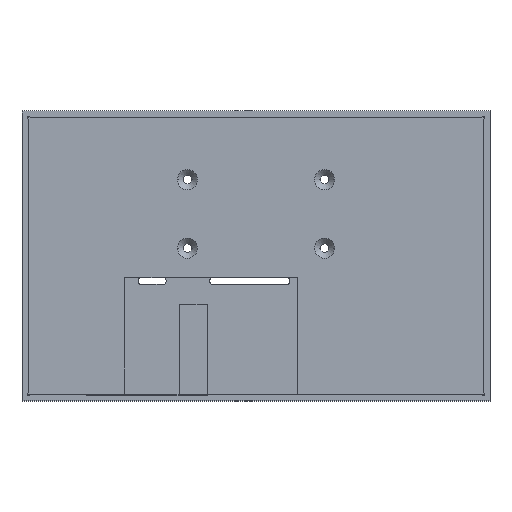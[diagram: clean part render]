
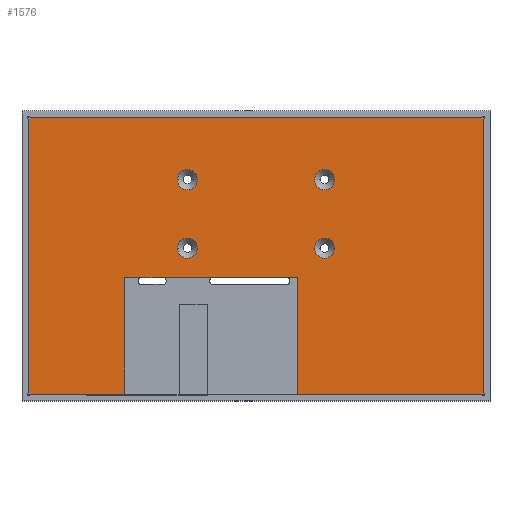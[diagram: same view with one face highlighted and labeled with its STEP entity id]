
A CAD part, top view. The second image highlights one B-rep face of the part: STEP entity #1576.
In plain terms, the highlighted planar face has unit normal (0, 0, 1).
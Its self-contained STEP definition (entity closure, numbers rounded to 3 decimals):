
#9 = VERTEX_POINT ( 'NONE', #148 ) ;
#23 = VERTEX_POINT ( 'NONE', #2173 ) ;
#38 = CARTESIAN_POINT ( 'NONE',  ( 104.15, 78.2, 0. ) ) ;
#62 = CIRCLE ( 'NONE', #1405, 3.65 ) ;
#89 = VERTEX_POINT ( 'NONE', #38 ) ;
#101 = AXIS2_PLACEMENT_3D ( 'NONE', #348, #1853, #1513 ) ;
#109 = ORIENTED_EDGE ( 'NONE', *, *, #1132, .T. ) ;
#120 = EDGE_LOOP ( 'NONE', ( #261, #1138 ) ) ;
#128 = DIRECTION ( 'NONE',  ( -1., 0., 0. ) ) ;
#148 = CARTESIAN_POINT ( 'NONE',  ( 54.15, 78.2, 0. ) ) ;
#158 = EDGE_CURVE ( 'NONE', #1948, #1841, #388, .T. ) ;
#168 = DIRECTION ( 'NONE',  ( 1., 0., 0. ) ) ;
#171 = AXIS2_PLACEMENT_3D ( 'NONE', #401, #2111, #2089 ) ;
#175 = EDGE_LOOP ( 'NONE', ( #343, #412 ) ) ;
#198 = VERTEX_POINT ( 'NONE', #1902 ) ;
#199 = DIRECTION ( 'NONE',  ( -1., 0., 0. ) ) ;
#206 = CIRCLE ( 'NONE', #171, 3.65 ) ;
#233 = LINE ( 'NONE', #754, #1164 ) ;
#252 = ORIENTED_EDGE ( 'NONE', *, *, #329, .F. ) ;
#261 = ORIENTED_EDGE ( 'NONE', *, *, #990, .F. ) ;
#279 = CARTESIAN_POINT ( 'NONE',  ( 98., 0., 0. ) ) ;
#283 = LINE ( 'NONE', #1492, #444 ) ;
#302 = DIRECTION ( 'NONE',  ( 1., 0., 0. ) ) ;
#308 = CIRCLE ( 'NONE', #983, 3.65 ) ;
#329 = EDGE_CURVE ( 'NONE', #1598, #1516, #2151, .T. ) ;
#343 = ORIENTED_EDGE ( 'NONE', *, *, #664, .F. ) ;
#348 = CARTESIAN_POINT ( 'NONE',  ( 107.8, 78.2, 0. ) ) ;
#352 = EDGE_CURVE ( 'NONE', #1598, #1948, #1112, .T. ) ;
#364 = CARTESIAN_POINT ( 'NONE',  ( 104.15, 53.2, 0. ) ) ;
#379 = AXIS2_PLACEMENT_3D ( 'NONE', #687, #1270, #1204 ) ;
#388 = LINE ( 'NONE', #1217, #2112 ) ;
#401 = CARTESIAN_POINT ( 'NONE',  ( 57.8, 53.2, 0. ) ) ;
#411 = DIRECTION ( 'NONE',  ( 0., 0., 1. ) ) ;
#412 = ORIENTED_EDGE ( 'NONE', *, *, #922, .F. ) ;
#426 = EDGE_CURVE ( 'NONE', #1532, #1087, #62, .T. ) ;
#428 = DIRECTION ( 'NONE',  ( 0., 0., -1. ) ) ;
#440 = DIRECTION ( 'NONE',  ( 0., 0., 1. ) ) ;
#444 = VECTOR ( 'NONE', #2174, 1000. ) ;
#462 = CARTESIAN_POINT ( 'NONE',  ( 61.45, 53.2, 0. ) ) ;
#466 = DIRECTION ( 'NONE',  ( 0., 0., 1. ) ) ;
#474 = VECTOR ( 'NONE', #1473, 1000. ) ;
#499 = CARTESIAN_POINT ( 'NONE',  ( 57.8, 53.2, 0. ) ) ;
#527 = EDGE_CURVE ( 'NONE', #1841, #1010, #2081, .T. ) ;
#593 = FACE_BOUND ( 'NONE', #1522, .T. ) ;
#620 = CIRCLE ( 'NONE', #1863, 3.65 ) ;
#624 = DIRECTION ( 'NONE',  ( 0., -1., 0. ) ) ;
#648 = CIRCLE ( 'NONE', #981, 3.65 ) ;
#657 = CARTESIAN_POINT ( 'NONE',  ( 111.45, 78.2, 0. ) ) ;
#664 = EDGE_CURVE ( 'NONE', #1502, #1695, #648, .T. ) ;
#676 = EDGE_CURVE ( 'NONE', #1010, #950, #1292, .T. ) ;
#687 = CARTESIAN_POINT ( 'NONE',  ( 57.8, 78.2, 0. ) ) ;
#750 = ORIENTED_EDGE ( 'NONE', *, *, #1903, .F. ) ;
#754 = CARTESIAN_POINT ( 'NONE',  ( 35., 42.5, 0. ) ) ;
#757 = DIRECTION ( 'NONE',  ( 0., 1., 0. ) ) ;
#762 = EDGE_CURVE ( 'NONE', #950, #1927, #941, .T. ) ;
#771 = CARTESIAN_POINT ( 'NONE',  ( 107.8, 53.2, 0. ) ) ;
#780 = EDGE_CURVE ( 'NONE', #1679, #89, #1647, .T. ) ;
#799 = CARTESIAN_POINT ( 'NONE',  ( 57.8, 78.2, 0. ) ) ;
#809 = CARTESIAN_POINT ( 'NONE',  ( 111.45, 53.2, 0. ) ) ;
#831 = VECTOR ( 'NONE', #757, 1000. ) ;
#860 = DIRECTION ( 'NONE',  ( 1., 0., 0. ) ) ;
#873 = VECTOR ( 'NONE', #199, 1000. ) ;
#880 = AXIS2_PLACEMENT_3D ( 'NONE', #1277, #428, #128 ) ;
#922 = EDGE_CURVE ( 'NONE', #1695, #1502, #620, .T. ) ;
#941 = LINE ( 'NONE', #1609, #1368 ) ;
#950 = VERTEX_POINT ( 'NONE', #1280 ) ;
#964 = EDGE_CURVE ( 'NONE', #198, #9, #1409, .T. ) ;
#981 = AXIS2_PLACEMENT_3D ( 'NONE', #771, #1979, #2116 ) ;
#983 = AXIS2_PLACEMENT_3D ( 'NONE', #799, #440, #302 ) ;
#990 = EDGE_CURVE ( 'NONE', #1087, #1532, #206, .T. ) ;
#997 = ORIENTED_EDGE ( 'NONE', *, *, #762, .T. ) ;
#1010 = VERTEX_POINT ( 'NONE', #1033 ) ;
#1033 = CARTESIAN_POINT ( 'NONE',  ( 0., 100.7, 0. ) ) ;
#1048 = ORIENTED_EDGE ( 'NONE', *, *, #352, .T. ) ;
#1053 = CARTESIAN_POINT ( 'NONE',  ( 0., 100.7, 0. ) ) ;
#1075 = EDGE_CURVE ( 'NONE', #9, #198, #308, .T. ) ;
#1087 = VERTEX_POINT ( 'NONE', #462 ) ;
#1111 = CARTESIAN_POINT ( 'NONE',  ( 35., 0., 0. ) ) ;
#1112 = LINE ( 'NONE', #1612, #1929 ) ;
#1115 = ORIENTED_EDGE ( 'NONE', *, *, #676, .T. ) ;
#1124 = FACE_BOUND ( 'NONE', #120, .T. ) ;
#1132 = EDGE_CURVE ( 'NONE', #23, #1516, #283, .T. ) ;
#1138 = ORIENTED_EDGE ( 'NONE', *, *, #426, .F. ) ;
#1145 = CARTESIAN_POINT ( 'NONE',  ( 107.8, 78.2, 0. ) ) ;
#1164 = VECTOR ( 'NONE', #624, 1000. ) ;
#1204 = DIRECTION ( 'NONE',  ( 1., 0., 0. ) ) ;
#1206 = ORIENTED_EDGE ( 'NONE', *, *, #1510, .F. ) ;
#1211 = EDGE_LOOP ( 'NONE', ( #1596, #1682 ) ) ;
#1217 = CARTESIAN_POINT ( 'NONE',  ( 165.6, 0., 0. ) ) ;
#1270 = DIRECTION ( 'NONE',  ( 0., 0., 1. ) ) ;
#1277 = CARTESIAN_POINT ( 'NONE',  ( 0., 0., 0. ) ) ;
#1280 = CARTESIAN_POINT ( 'NONE',  ( 0., 0., 0. ) ) ;
#1281 = ORIENTED_EDGE ( 'NONE', *, *, #780, .F. ) ;
#1292 = LINE ( 'NONE', #1966, #474 ) ;
#1368 = VECTOR ( 'NONE', #1641, 1000. ) ;
#1386 = CARTESIAN_POINT ( 'NONE',  ( 165.6, 100.7, 0. ) ) ;
#1405 = AXIS2_PLACEMENT_3D ( 'NONE', #499, #466, #168 ) ;
#1409 = CIRCLE ( 'NONE', #379, 3.65 ) ;
#1465 = CARTESIAN_POINT ( 'NONE',  ( 98., 0., 0. ) ) ;
#1473 = DIRECTION ( 'NONE',  ( 0., -1., 0. ) ) ;
#1492 = CARTESIAN_POINT ( 'NONE',  ( 0., 42.5, 0. ) ) ;
#1502 = VERTEX_POINT ( 'NONE', #809 ) ;
#1510 = EDGE_CURVE ( 'NONE', #89, #1679, #1865, .T. ) ;
#1513 = DIRECTION ( 'NONE',  ( 1., 0., 0. ) ) ;
#1516 = VERTEX_POINT ( 'NONE', #1782 ) ;
#1522 = EDGE_LOOP ( 'NONE', ( #1281, #1206 ) ) ;
#1532 = VERTEX_POINT ( 'NONE', #1657 ) ;
#1576 = ADVANCED_FACE ( 'NONE', ( #593, #1636, #1124, #1991, #2121 ), #2152, .F. ) ;
#1596 = ORIENTED_EDGE ( 'NONE', *, *, #964, .F. ) ;
#1598 = VERTEX_POINT ( 'NONE', #279 ) ;
#1609 = CARTESIAN_POINT ( 'NONE',  ( 0., 0., 0. ) ) ;
#1612 = CARTESIAN_POINT ( 'NONE',  ( 0., 0., 0. ) ) ;
#1631 = EDGE_LOOP ( 'NONE', ( #997, #750, #109, #252, #1048, #1675, #1775, #1115 ) ) ;
#1636 = FACE_BOUND ( 'NONE', #175, .T. ) ;
#1641 = DIRECTION ( 'NONE',  ( 1., 0., 0. ) ) ;
#1647 = CIRCLE ( 'NONE', #101, 3.65 ) ;
#1657 = CARTESIAN_POINT ( 'NONE',  ( 54.15, 53.2, 0. ) ) ;
#1675 = ORIENTED_EDGE ( 'NONE', *, *, #158, .T. ) ;
#1679 = VERTEX_POINT ( 'NONE', #657 ) ;
#1682 = ORIENTED_EDGE ( 'NONE', *, *, #1075, .F. ) ;
#1695 = VERTEX_POINT ( 'NONE', #364 ) ;
#1775 = ORIENTED_EDGE ( 'NONE', *, *, #527, .T. ) ;
#1781 = DIRECTION ( 'NONE',  ( 1., 0., 0. ) ) ;
#1782 = CARTESIAN_POINT ( 'NONE',  ( 98., 42.5, 0. ) ) ;
#1798 = DIRECTION ( 'NONE',  ( 0., 0., 1. ) ) ;
#1817 = DIRECTION ( 'NONE',  ( 1., 0., 0. ) ) ;
#1841 = VERTEX_POINT ( 'NONE', #1386 ) ;
#1853 = DIRECTION ( 'NONE',  ( 0., 0., 1. ) ) ;
#1863 = AXIS2_PLACEMENT_3D ( 'NONE', #2046, #411, #860 ) ;
#1865 = CIRCLE ( 'NONE', #1935, 3.65 ) ;
#1902 = CARTESIAN_POINT ( 'NONE',  ( 61.45, 78.2, 0. ) ) ;
#1903 = EDGE_CURVE ( 'NONE', #23, #1927, #233, .T. ) ;
#1927 = VERTEX_POINT ( 'NONE', #1111 ) ;
#1929 = VECTOR ( 'NONE', #1781, 1000. ) ;
#1935 = AXIS2_PLACEMENT_3D ( 'NONE', #1145, #1798, #1817 ) ;
#1948 = VERTEX_POINT ( 'NONE', #1968 ) ;
#1966 = CARTESIAN_POINT ( 'NONE',  ( 0., 0., 0. ) ) ;
#1968 = CARTESIAN_POINT ( 'NONE',  ( 165.6, 0., 0. ) ) ;
#1979 = DIRECTION ( 'NONE',  ( 0., 0., 1. ) ) ;
#1991 = FACE_OUTER_BOUND ( 'NONE', #1631, .T. ) ;
#2046 = CARTESIAN_POINT ( 'NONE',  ( 107.8, 53.2, 0. ) ) ;
#2057 = DIRECTION ( 'NONE',  ( 0., 1., 0. ) ) ;
#2081 = LINE ( 'NONE', #1053, #873 ) ;
#2089 = DIRECTION ( 'NONE',  ( 1., 0., 0. ) ) ;
#2111 = DIRECTION ( 'NONE',  ( 0., 0., 1. ) ) ;
#2112 = VECTOR ( 'NONE', #2057, 1000. ) ;
#2116 = DIRECTION ( 'NONE',  ( 1., 0., 0. ) ) ;
#2121 = FACE_BOUND ( 'NONE', #1211, .T. ) ;
#2151 = LINE ( 'NONE', #1465, #831 ) ;
#2152 = PLANE ( 'NONE',  #880 ) ;
#2173 = CARTESIAN_POINT ( 'NONE',  ( 35., 42.5, 0. ) ) ;
#2174 = DIRECTION ( 'NONE',  ( 1., 0., 0. ) ) ;
